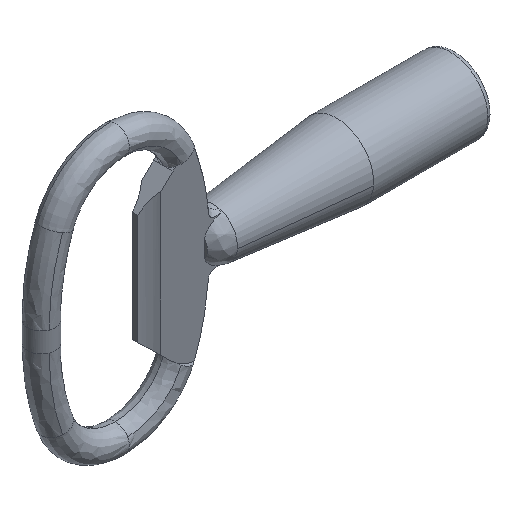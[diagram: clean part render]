
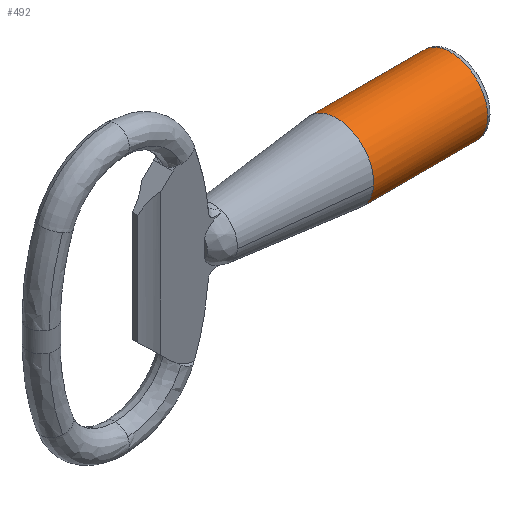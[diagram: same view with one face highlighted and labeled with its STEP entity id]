
A CAD part, isometric view. The second image highlights one B-rep face of the part: STEP entity #492.
In plain terms, the highlighted free-form (B-spline) face has degree [2, 1] with [7, 2] control points.
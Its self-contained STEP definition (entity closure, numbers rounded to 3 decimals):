
#265=CARTESIAN_POINT('',(-1.221,5.104,4.417));
#266=VERTEX_POINT('',#265);
#299=CARTESIAN_POINT('',(-1.221,-4.56,-4.977));
#300=VERTEX_POINT('',#299);
#314=CARTESIAN_POINT('',(-22.,-4.56,-4.977));
#315=VERTEX_POINT('',#314);
#316=CARTESIAN_POINT('',(-1.221,-4.56,-4.977));
#317=CARTESIAN_POINT('',(-22.,-4.56,-4.977));
#318=QUASI_UNIFORM_CURVE('',1,(#316,#317),.UNSPECIFIED.,.F.,.U.);
#319=EDGE_CURVE('',#300,#315,#318,.T.);
#336=CARTESIAN_POINT('',(-22.,5.104,4.417));
#337=VERTEX_POINT('',#336);
#353=CARTESIAN_POINT('',(-1.221,5.104,4.417));
#354=CARTESIAN_POINT('',(-22.,5.104,4.417));
#355=QUASI_UNIFORM_CURVE('',1,(#353,#354),.UNSPECIFIED.,.F.,.U.);
#356=EDGE_CURVE('',#266,#337,#355,.T.);
#361=CARTESIAN_POINT('',(-0.702,-4.56,-4.977));
#362=CARTESIAN_POINT('',(-0.702,-9.537,-0.416));
#363=CARTESIAN_POINT('',(-0.702,-4.977,4.56));
#364=CARTESIAN_POINT('',(-0.702,-0.416,9.537));
#365=CARTESIAN_POINT('',(-0.702,4.56,4.977));
#366=CARTESIAN_POINT('',(-0.702,4.848,4.712));
#367=CARTESIAN_POINT('',(-0.702,5.104,4.417));
#368=CARTESIAN_POINT('',(-22.532,-4.56,-4.977));
#369=CARTESIAN_POINT('',(-22.532,-9.537,-0.416));
#370=CARTESIAN_POINT('',(-22.532,-4.977,4.56));
#371=CARTESIAN_POINT('',(-22.532,-0.416,9.537));
#372=CARTESIAN_POINT('',(-22.532,4.56,4.977));
#373=CARTESIAN_POINT('',(-22.532,4.848,4.712));
#374=CARTESIAN_POINT('',(-22.532,5.104,4.417));
#382=(BOUNDED_SURFACE()B_SPLINE_SURFACE(2,1,((#361,#368),(#362,#369),(#363,#370),(#364,#371),(#365,#372),(#366,#373),(#367,#374)),.UNSPECIFIED.,.F.,.F.,.U.)B_SPLINE_SURFACE_WITH_KNOTS((3,2,2,3),(2,2),(0.0,11.184,22.367,23.262),(0.0,21.831),.UNSPECIFIED.)GEOMETRIC_REPRESENTATION_ITEM()RATIONAL_B_SPLINE_SURFACE(((1.0,1.0),(0.707,0.707),(1.0,1.0),(0.707,0.707),(1.0,1.0),(0.977,0.977),(0.957,0.957)))REPRESENTATION_ITEM('')SURFACE());
#383=CARTESIAN_POINT('',(-1.221,0.0,6.75));
#384=VERTEX_POINT('',#383);
#385=CARTESIAN_POINT('',(-1.221,0.0,6.75));
#386=CARTESIAN_POINT('',(-1.221,3.085,6.75));
#387=CARTESIAN_POINT('',(-1.221,5.104,4.417));
#395=(BOUNDED_CURVE()B_SPLINE_CURVE(2,(#385,#386,#387),.UNSPECIFIED.,.F.,.U.)B_SPLINE_CURVE_WITH_KNOTS((3,3),(0.0,0.136),.UNSPECIFIED.)CURVE()GEOMETRIC_REPRESENTATION_ITEM()RATIONAL_B_SPLINE_CURVE((1.0,0.841,0.855))REPRESENTATION_ITEM(''));
#396=EDGE_CURVE('',#384,#266,#395,.T.);
#397=ORIENTED_EDGE('',*,*,#396,.T.);
#398=ORIENTED_EDGE('',*,*,#356,.T.);
#399=CARTESIAN_POINT('',(-22.,0.0,6.75));
#400=VERTEX_POINT('',#399);
#401=CARTESIAN_POINT('',(-22.,0.0,6.75));
#402=CARTESIAN_POINT('',(-22.,3.085,6.75));
#403=CARTESIAN_POINT('',(-22.,5.104,4.417));
#411=(BOUNDED_CURVE()B_SPLINE_CURVE(2,(#401,#402,#403),.UNSPECIFIED.,.F.,.U.)B_SPLINE_CURVE_WITH_KNOTS((3,3),(0.0,0.136),.UNSPECIFIED.)CURVE()GEOMETRIC_REPRESENTATION_ITEM()RATIONAL_B_SPLINE_CURVE((1.0,0.841,0.855))REPRESENTATION_ITEM(''));
#412=EDGE_CURVE('',#400,#337,#411,.T.);
#413=ORIENTED_EDGE('',*,*,#412,.F.);
#414=CARTESIAN_POINT('',(-22.,-6.723,-0.604));
#415=VERTEX_POINT('',#414);
#416=CARTESIAN_POINT('',(-22.,-6.723,-0.604));
#417=CARTESIAN_POINT('',(-22.,-6.75,-0.303));
#418=CARTESIAN_POINT('',(-22.,-6.75,0.0));
#419=CARTESIAN_POINT('',(-22.,-6.75,6.75));
#420=CARTESIAN_POINT('',(-22.,0.0,6.75));
#428=(BOUNDED_CURVE()B_SPLINE_CURVE(2,(#416,#417,#418,#419,#420),.UNSPECIFIED.,.F.,.U.)B_SPLINE_CURVE_WITH_KNOTS((3,2,3),(0.734,0.75,1.0),.UNSPECIFIED.)CURVE()GEOMETRIC_REPRESENTATION_ITEM()RATIONAL_B_SPLINE_CURVE((0.966,0.982,1.0,0.707,1.0))REPRESENTATION_ITEM(''));
#429=EDGE_CURVE('',#415,#400,#428,.T.);
#430=ORIENTED_EDGE('',*,*,#429,.F.);
#431=CARTESIAN_POINT('',(-22.,-4.819,-4.726));
#432=VERTEX_POINT('',#431);
#433=CARTESIAN_POINT('',(-22.,-4.819,-4.726));
#434=CARTESIAN_POINT('',(-22.,-6.507,-3.005));
#435=CARTESIAN_POINT('',(-22.,-6.723,-0.604));
#443=(BOUNDED_CURVE()B_SPLINE_CURVE(2,(#433,#434,#435),.UNSPECIFIED.,.F.,.U.)B_SPLINE_CURVE_WITH_KNOTS((3,3),(0.626,0.734),.UNSPECIFIED.)CURVE()GEOMETRIC_REPRESENTATION_ITEM()RATIONAL_B_SPLINE_CURVE((0.854,0.855,0.966))REPRESENTATION_ITEM(''));
#444=EDGE_CURVE('',#432,#415,#443,.T.);
#445=ORIENTED_EDGE('',*,*,#444,.F.);
#446=CARTESIAN_POINT('',(-22.,-4.56,-4.977));
#447=CARTESIAN_POINT('',(-22.,-4.693,-4.855));
#448=CARTESIAN_POINT('',(-22.,-4.819,-4.726));
#456=(BOUNDED_CURVE()B_SPLINE_CURVE(2,(#446,#447,#448),.UNSPECIFIED.,.F.,.U.)B_SPLINE_CURVE_WITH_KNOTS((3,3),(0.618,0.626),.UNSPECIFIED.)CURVE()GEOMETRIC_REPRESENTATION_ITEM()RATIONAL_B_SPLINE_CURVE((0.854,0.853,0.854))REPRESENTATION_ITEM(''));
#457=EDGE_CURVE('',#315,#432,#456,.T.);
#458=ORIENTED_EDGE('',*,*,#457,.F.);
#459=ORIENTED_EDGE('',*,*,#319,.F.);
#460=CARTESIAN_POINT('',(-1.221,-6.748,-0.17));
#461=VERTEX_POINT('',#460);
#462=CARTESIAN_POINT('',(-1.221,-4.56,-4.977));
#463=CARTESIAN_POINT('',(-1.221,-6.676,-3.038));
#464=CARTESIAN_POINT('',(-1.221,-6.748,-0.17));
#472=(BOUNDED_CURVE()B_SPLINE_CURVE(2,(#462,#463,#464),.UNSPECIFIED.,.F.,.U.)B_SPLINE_CURVE_WITH_KNOTS((3,3),(0.618,0.746),.UNSPECIFIED.)CURVE()GEOMETRIC_REPRESENTATION_ITEM()RATIONAL_B_SPLINE_CURVE((0.854,0.846,0.99))REPRESENTATION_ITEM(''));
#473=EDGE_CURVE('',#300,#461,#472,.T.);
#474=ORIENTED_EDGE('',*,*,#473,.T.);
#475=CARTESIAN_POINT('',(-1.221,-6.748,-0.17));
#476=CARTESIAN_POINT('',(-1.221,-6.75,-0.085));
#477=CARTESIAN_POINT('',(-1.221,-6.75,0.0));
#478=CARTESIAN_POINT('',(-1.221,-6.75,6.75));
#479=CARTESIAN_POINT('',(-1.221,0.0,6.75));
#487=(BOUNDED_CURVE()B_SPLINE_CURVE(2,(#475,#476,#477,#478,#479),.UNSPECIFIED.,.F.,.U.)B_SPLINE_CURVE_WITH_KNOTS((3,2,3),(0.746,0.75,1.0),.UNSPECIFIED.)CURVE()GEOMETRIC_REPRESENTATION_ITEM()RATIONAL_B_SPLINE_CURVE((0.99,0.995,1.0,0.707,1.0))REPRESENTATION_ITEM(''));
#488=EDGE_CURVE('',#461,#384,#487,.T.);
#489=ORIENTED_EDGE('',*,*,#488,.T.);
#490=EDGE_LOOP('',(#397,#398,#413,#430,#445,#458,#459,#474,#489));
#491=FACE_OUTER_BOUND('',#490,.T.);
#492=ADVANCED_FACE('',(#491),#382,.T.);
